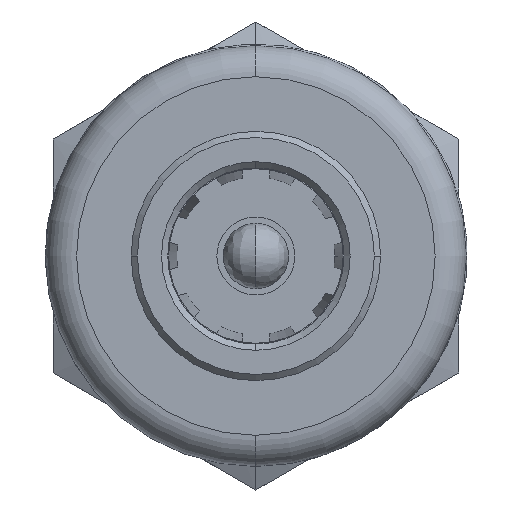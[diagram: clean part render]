
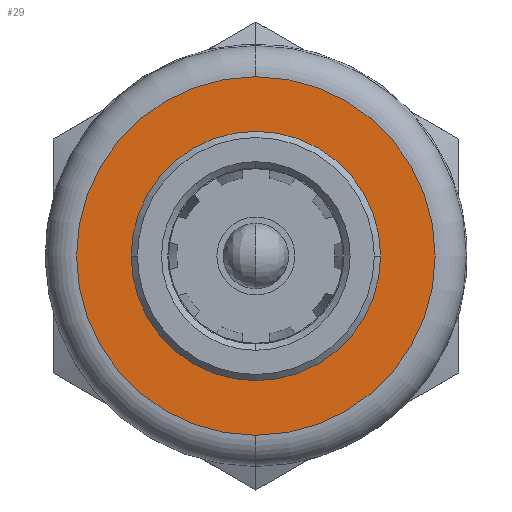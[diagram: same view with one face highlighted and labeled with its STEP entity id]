
A CAD part, left-side view. The second image highlights one B-rep face of the part: STEP entity #29.
In plain terms, the highlighted planar face has unit normal (-1, 0, 0).
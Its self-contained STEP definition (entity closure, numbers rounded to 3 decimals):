
#29 = ADVANCED_FACE ( 'NONE', ( #27578, #12911 ), #12253, .F. ) ;
#301 = DIRECTION ( 'NONE',  ( -1., 0., 0. ) ) ;
#1157 = EDGE_LOOP ( 'NONE', ( #5673, #22242 ) ) ;
#1421 = AXIS2_PLACEMENT_3D ( 'NONE', #30480, #301, #20674 ) ;
#1914 = CIRCLE ( 'NONE', #24822, 4. ) ;
#3362 = ORIENTED_EDGE ( 'NONE', *, *, #32671, .F. ) ;
#4169 = EDGE_CURVE ( 'NONE', #22006, #24312, #1914, .T. ) ;
#4262 = AXIS2_PLACEMENT_3D ( 'NONE', #31015, #8202, #13212 ) ;
#5420 = DIRECTION ( 'NONE',  ( -1., 0., 0. ) ) ;
#5673 = ORIENTED_EDGE ( 'NONE', *, *, #12334, .T. ) ;
#5987 = DIRECTION ( 'NONE',  ( 0., 0., 1. ) ) ;
#7239 = EDGE_CURVE ( 'NONE', #25489, #8119, #25571, .T. ) ;
#8119 = VERTEX_POINT ( 'NONE', #25550 ) ;
#8202 = DIRECTION ( 'NONE',  ( -1., 0., 0. ) ) ;
#10521 = CIRCLE ( 'NONE', #1421, 4. ) ;
#10986 = CARTESIAN_POINT ( 'NONE',  ( 0., 0., 5.75 ) ) ;
#11885 = EDGE_LOOP ( 'NONE', ( #3362, #22990 ) ) ;
#12253 = PLANE ( 'NONE',  #25411 ) ;
#12334 = EDGE_CURVE ( 'NONE', #8119, #25489, #23921, .T. ) ;
#12911 = FACE_BOUND ( 'NONE', #11885, .T. ) ;
#13212 = DIRECTION ( 'NONE',  ( 0., 0., -1. ) ) ;
#15616 = DIRECTION ( 'NONE',  ( 0., 0., -1. ) ) ;
#16839 = CARTESIAN_POINT ( 'NONE',  ( 0., 0., 4. ) ) ;
#18115 = CARTESIAN_POINT ( 'NONE',  ( 0., 0., 0. ) ) ;
#19764 = CARTESIAN_POINT ( 'NONE',  ( 0., 0., -6.75 ) ) ;
#20674 = DIRECTION ( 'NONE',  ( 0., 0., 1. ) ) ;
#21827 = DIRECTION ( 'NONE',  ( -1., 0., 0. ) ) ;
#22006 = VERTEX_POINT ( 'NONE', #25289 ) ;
#22242 = ORIENTED_EDGE ( 'NONE', *, *, #7239, .T. ) ;
#22990 = ORIENTED_EDGE ( 'NONE', *, *, #4169, .F. ) ;
#23921 = CIRCLE ( 'NONE', #32429, 5.75 ) ;
#24312 = VERTEX_POINT ( 'NONE', #16839 ) ;
#24822 = AXIS2_PLACEMENT_3D ( 'NONE', #26485, #21827, #5987 ) ;
#25289 = CARTESIAN_POINT ( 'NONE',  ( 0., 0., -4. ) ) ;
#25411 = AXIS2_PLACEMENT_3D ( 'NONE', #19764, #29901, #27892 ) ;
#25489 = VERTEX_POINT ( 'NONE', #10986 ) ;
#25550 = CARTESIAN_POINT ( 'NONE',  ( 0., 0., -5.75 ) ) ;
#25571 = CIRCLE ( 'NONE', #4262, 5.75 ) ;
#26485 = CARTESIAN_POINT ( 'NONE',  ( 0., 0., 0. ) ) ;
#27578 = FACE_OUTER_BOUND ( 'NONE', #1157, .T. ) ;
#27892 = DIRECTION ( 'NONE',  ( 0., 0., -1. ) ) ;
#29901 = DIRECTION ( 'NONE',  ( 1., 0., 0. ) ) ;
#30480 = CARTESIAN_POINT ( 'NONE',  ( 0., 0., 0. ) ) ;
#31015 = CARTESIAN_POINT ( 'NONE',  ( 0., 0., 0. ) ) ;
#32429 = AXIS2_PLACEMENT_3D ( 'NONE', #18115, #5420, #15616 ) ;
#32671 = EDGE_CURVE ( 'NONE', #24312, #22006, #10521, .T. ) ;
